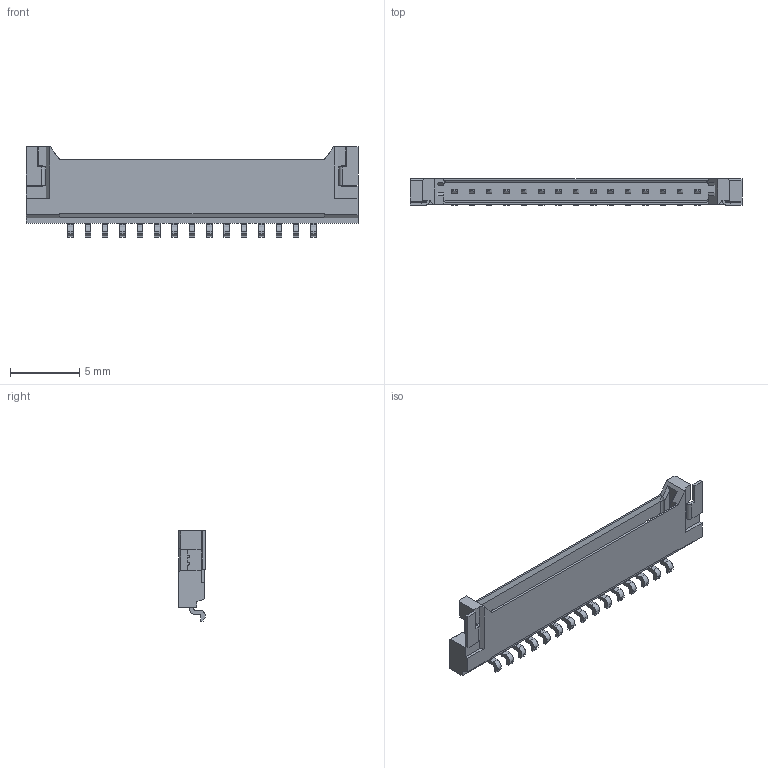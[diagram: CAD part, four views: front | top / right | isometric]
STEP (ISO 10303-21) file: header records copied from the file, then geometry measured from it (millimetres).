
FILE_DESCRIPTION((''),'2;1');
FILE_NAME('537801570','2014-02-28T',('me'),(''),'PRO/ENGINEER BY PARAMETRIC TECHNOLOGY CORPORATION, 2011490','PRO/ENGINEER BY PARAMETRIC TECHNOLOGY CORPORATION, 2011490','');
FILE_SCHEMA(('CONFIG_CONTROL_DESIGN'));
Length unit declared in the file: millimetre
Products named in the file (1): 537801570
Bounding box: 23.9 x 1.9 x 6.5 mm (x, y, z)
Volume: 102.3 mm3; surface area: 569.1 mm2
Topology: 1 solids, 1 shells, 521 faces, 1434 edges, 948 vertices
Faces by surface type: plane 445, cylinder 76
Entity records: 16230 total; most frequent: CARTESIAN_POINT 2902, ORIENTED_EDGE 2732, DIRECTION 2608, EDGE_CURVE 1366, VECTOR 1284, LINE 1284, VERTEX_POINT 880, AXIS2_PLACEMENT_3D 662
